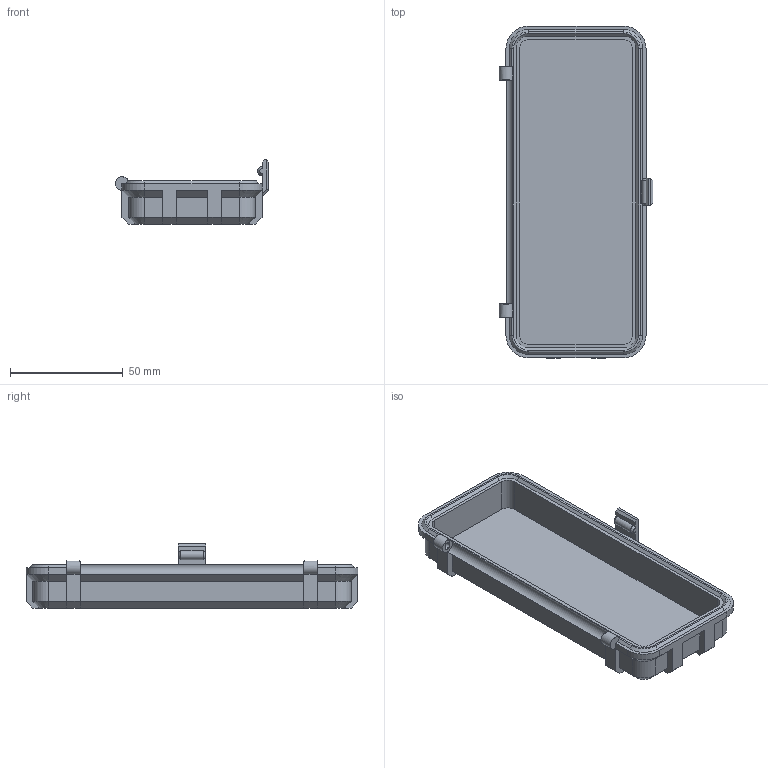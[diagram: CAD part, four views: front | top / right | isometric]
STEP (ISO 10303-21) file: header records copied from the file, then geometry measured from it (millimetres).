
FILE_DESCRIPTION(/* description */ (''),/* implementation_level */ '2;1');
FILE_NAME(/* name */ 'Parametric-Top-Case.step',/* time_stamp */ '2024-08-28T22:43:31-04:00',/* author */ (''),/* organization */ (''),/* preprocessor_version */ 'ST-DEVELOPER v20',/* originating_system */ 'Autodesk Translation Framework v13.14.0.145',/* authorisation */ '');
FILE_SCHEMA (('AUTOMOTIVE_DESIGN { 1 0 10303 214 3 1 1 }'));
Length unit declared in the file: millimetre
Products named in the file (1): Parametric-Top-Case
Bounding box: 68 x 147 x 28.5 mm (x, y, z)
Volume: 46743 mm3; surface area: 30769.7 mm2
Topology: 1 solids, 1 shells, 159 faces, 418 edges, 260 vertices
Faces by surface type: plane 115, cylinder 20, cone 18, torus 4, sphere 2
Entity records: 4844 total; most frequent: CARTESIAN_POINT 836, ORIENTED_EDGE 832, DIRECTION 826, EDGE_CURVE 416, LINE 326, VECTOR 326, VERTEX_POINT 260, AXIS2_PLACEMENT_3D 250
